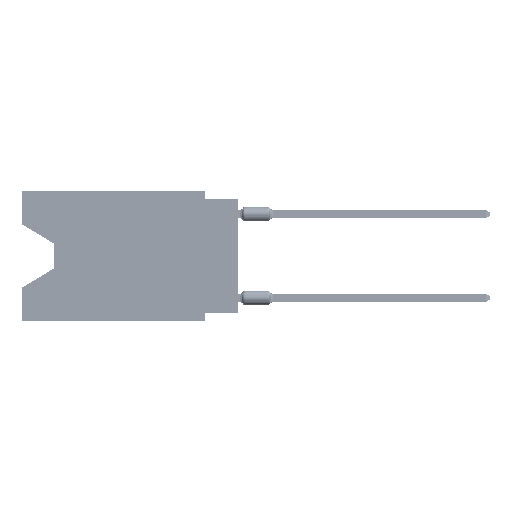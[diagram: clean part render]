
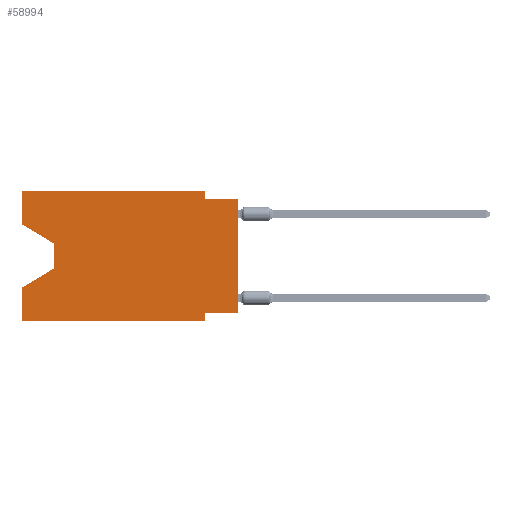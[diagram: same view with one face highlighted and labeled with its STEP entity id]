
A CAD part, left-side view. The second image highlights one B-rep face of the part: STEP entity #58994.
In plain terms, the highlighted planar face has unit normal (-1, 0, 0).
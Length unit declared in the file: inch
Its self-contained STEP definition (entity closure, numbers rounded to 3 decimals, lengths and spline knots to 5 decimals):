
#378 = CARTESIAN_POINT ( 'NONE',  ( 0., 0.645, -0.39 ) ) ;
#2576 = LINE ( 'NONE', #74702, #23703 ) ;
#4112 = ORIENTED_EDGE ( 'NONE', *, *, #83567, .T. ) ;
#4896 = EDGE_CURVE ( 'NONE', #84240, #52276, #2576, .T. ) ;
#5657 = LINE ( 'NONE', #15930, #47565 ) ;
#6335 = VERTEX_POINT ( 'NONE', #27361 ) ;
#10998 = VECTOR ( 'NONE', #37036, 39.37008 ) ;
#12505 = AXIS2_PLACEMENT_3D ( 'NONE', #32360, #71934, #85398 ) ;
#13237 = VECTOR ( 'NONE', #84292, 39.37008 ) ;
#15930 = CARTESIAN_POINT ( 'NONE',  ( 0., 0.1, 0. ) ) ;
#16423 = ORIENTED_EDGE ( 'NONE', *, *, #66473, .T. ) ;
#18223 = LINE ( 'NONE', #59466, #13237 ) ;
#19436 = VERTEX_POINT ( 'NONE', #34895 ) ;
#20677 = LINE ( 'NONE', #27616, #61002 ) ;
#21340 = EDGE_CURVE ( 'NONE', #50484, #19436, #48760, .T. ) ;
#21560 = CARTESIAN_POINT ( 'NONE',  ( 0., 0., 0. ) ) ;
#22584 = VECTOR ( 'NONE', #51855, 39.37008 ) ;
#23625 = ORIENTED_EDGE ( 'NONE', *, *, #4896, .F. ) ;
#23703 = VECTOR ( 'NONE', #35135, 39.37008 ) ;
#24129 = CARTESIAN_POINT ( 'NONE',  ( 0., 0.645, -0.28975 ) ) ;
#25361 = LINE ( 'NONE', #31467, #22584 ) ;
#26969 = VECTOR ( 'NONE', #84539, 39.37008 ) ;
#27326 = CARTESIAN_POINT ( 'NONE',  ( 0., 0.55, -0.232 ) ) ;
#27361 = CARTESIAN_POINT ( 'NONE',  ( 0., 0.1, -0.025 ) ) ;
#27543 = LINE ( 'NONE', #41438, #64557 ) ;
#27616 = CARTESIAN_POINT ( 'NONE',  ( 0., 0.645, 0. ) ) ;
#28351 = VERTEX_POINT ( 'NONE', #83731 ) ;
#28411 = DIRECTION ( 'NONE',  ( 0., 0.855, -0.519 ) ) ;
#30084 = CARTESIAN_POINT ( 'NONE',  ( 0., 0.645, -0.10025 ) ) ;
#30356 = EDGE_CURVE ( 'NONE', #34707, #46070, #31097, .T. ) ;
#31097 = LINE ( 'NONE', #70652, #26969 ) ;
#31152 = ORIENTED_EDGE ( 'NONE', *, *, #63979, .F. ) ;
#31467 = CARTESIAN_POINT ( 'NONE',  ( 0., 0.55, -0.158 ) ) ;
#32360 = CARTESIAN_POINT ( 'NONE',  ( 0., 0.645, 0. ) ) ;
#33013 = ORIENTED_EDGE ( 'NONE', *, *, #66021, .F. ) ;
#33410 = EDGE_CURVE ( 'NONE', #36397, #52884, #20677, .T. ) ;
#34707 = VERTEX_POINT ( 'NONE', #378 ) ;
#34895 = CARTESIAN_POINT ( 'NONE',  ( 0., 0.55, -0.158 ) ) ;
#35135 = DIRECTION ( 'NONE',  ( 0., 1., 0. ) ) ;
#35774 = CARTESIAN_POINT ( 'NONE',  ( 0., 0.1, -0.39 ) ) ;
#36397 = VERTEX_POINT ( 'NONE', #68069 ) ;
#37036 = DIRECTION ( 'NONE',  ( 0., -0.855, -0.519 ) ) ;
#37876 = LINE ( 'NONE', #64408, #61754 ) ;
#37917 = CARTESIAN_POINT ( 'NONE',  ( 0., 0.1, -0.365 ) ) ;
#39602 = DIRECTION ( 'NONE',  ( 0., -1., 0. ) ) ;
#41438 = CARTESIAN_POINT ( 'NONE',  ( 0., 0.55, -0.232 ) ) ;
#42454 = CARTESIAN_POINT ( 'NONE',  ( 0., 0., -0.365 ) ) ;
#43372 = ORIENTED_EDGE ( 'NONE', *, *, #21340, .T. ) ;
#43689 = DIRECTION ( 'NONE',  ( 0., 0., -1. ) ) ;
#45338 = VECTOR ( 'NONE', #39602, 39.37008 ) ;
#45535 = EDGE_CURVE ( 'NONE', #6335, #28351, #53930, .T. ) ;
#46070 = VERTEX_POINT ( 'NONE', #24129 ) ;
#47565 = VECTOR ( 'NONE', #43689, 39.37008 ) ;
#48034 = DIRECTION ( 'NONE',  ( 0., 0., 1. ) ) ;
#48760 = LINE ( 'NONE', #30084, #10998 ) ;
#49819 = VERTEX_POINT ( 'NONE', #35774 ) ;
#50362 = DIRECTION ( 'NONE',  ( 0., 0., -1. ) ) ;
#50484 = VERTEX_POINT ( 'NONE', #55856 ) ;
#51027 = EDGE_CURVE ( 'NONE', #57097, #46070, #27543, .T. ) ;
#51855 = DIRECTION ( 'NONE',  ( 0., 0., -1. ) ) ;
#52276 = VERTEX_POINT ( 'NONE', #37917 ) ;
#52884 = VERTEX_POINT ( 'NONE', #70952 ) ;
#53192 = PLANE ( 'NONE',  #12505 ) ;
#53498 = VECTOR ( 'NONE', #50362, 39.37008 ) ;
#53930 = LINE ( 'NONE', #80445, #45338 ) ;
#53990 = ORIENTED_EDGE ( 'NONE', *, *, #69075, .F. ) ;
#54358 = VECTOR ( 'NONE', #48034, 39.37008 ) ;
#55856 = CARTESIAN_POINT ( 'NONE',  ( 0., 0.645, -0.10025 ) ) ;
#56617 = ORIENTED_EDGE ( 'NONE', *, *, #33410, .F. ) ;
#57097 = VERTEX_POINT ( 'NONE', #27326 ) ;
#57313 = CARTESIAN_POINT ( 'NONE',  ( 0., 0.1, -0.39 ) ) ;
#57880 = DIRECTION ( 'NONE',  ( 0., 0., 1. ) ) ;
#58994 = ADVANCED_FACE ( 'NONE', ( #64976 ), #53192, .F. ) ;
#59466 = CARTESIAN_POINT ( 'NONE',  ( 0., 0.645, -0.39 ) ) ;
#61002 = VECTOR ( 'NONE', #68910, 39.37008 ) ;
#61754 = VECTOR ( 'NONE', #57880, 39.37008 ) ;
#63979 = EDGE_CURVE ( 'NONE', #52884, #6335, #5657, .T. ) ;
#64135 = ORIENTED_EDGE ( 'NONE', *, *, #78989, .T. ) ;
#64408 = CARTESIAN_POINT ( 'NONE',  ( 0., 0.645, 0. ) ) ;
#64502 = ORIENTED_EDGE ( 'NONE', *, *, #30356, .F. ) ;
#64557 = VECTOR ( 'NONE', #28411, 39.37008 ) ;
#64976 = FACE_OUTER_BOUND ( 'NONE', #78592, .T. ) ;
#66021 = EDGE_CURVE ( 'NONE', #50484, #36397, #37876, .T. ) ;
#66473 = EDGE_CURVE ( 'NONE', #34707, #49819, #18223, .T. ) ;
#67180 = LINE ( 'NONE', #21560, #54358 ) ;
#68069 = CARTESIAN_POINT ( 'NONE',  ( 0., 0.645, 0. ) ) ;
#68910 = DIRECTION ( 'NONE',  ( 0., -1., 0. ) ) ;
#69075 = EDGE_CURVE ( 'NONE', #52276, #49819, #84280, .T. ) ;
#70652 = CARTESIAN_POINT ( 'NONE',  ( 0., 0.645, 0. ) ) ;
#70952 = CARTESIAN_POINT ( 'NONE',  ( 0., 0.1, 0. ) ) ;
#71934 = DIRECTION ( 'NONE',  ( 1., 0., 0. ) ) ;
#73834 = ORIENTED_EDGE ( 'NONE', *, *, #51027, .T. ) ;
#74702 = CARTESIAN_POINT ( 'NONE',  ( 0., 0., -0.365 ) ) ;
#77455 = ORIENTED_EDGE ( 'NONE', *, *, #45535, .F. ) ;
#78592 = EDGE_LOOP ( 'NONE', ( #43372, #64135, #73834, #64502, #16423, #53990, #23625, #4112, #77455, #31152, #56617, #33013 ) ) ;
#78989 = EDGE_CURVE ( 'NONE', #19436, #57097, #25361, .T. ) ;
#80445 = CARTESIAN_POINT ( 'NONE',  ( 0., 0., -0.025 ) ) ;
#83567 = EDGE_CURVE ( 'NONE', #84240, #28351, #67180, .T. ) ;
#83731 = CARTESIAN_POINT ( 'NONE',  ( 0., 0., -0.025 ) ) ;
#84240 = VERTEX_POINT ( 'NONE', #42454 ) ;
#84280 = LINE ( 'NONE', #57313, #53498 ) ;
#84292 = DIRECTION ( 'NONE',  ( 0., -1., 0. ) ) ;
#84539 = DIRECTION ( 'NONE',  ( 0., 0., 1. ) ) ;
#85398 = DIRECTION ( 'NONE',  ( 0., 0., -1. ) ) ;
